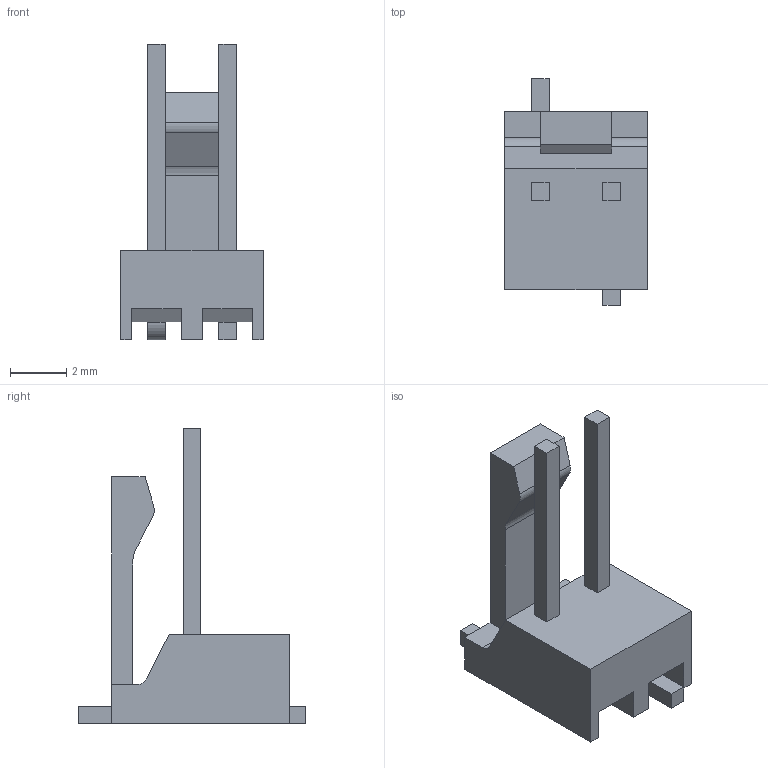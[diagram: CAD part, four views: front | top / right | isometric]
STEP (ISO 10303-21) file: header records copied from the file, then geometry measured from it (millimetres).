
FILE_DESCRIPTION((''),'2;1');
FILE_NAME('C-3-647166-2','2013-12-27T',('workeradm'),('Tyco Electronics Ltd.'),'PRO/ENGINEER BY PARAMETRIC TECHNOLOGY CORPORATION, 2013050','PRO/ENGINEER BY PARAMETRIC TECHNOLOGY CORPORATION, 2013050','');
FILE_SCHEMA(('AUTOMOTIVE_DESIGN { 1 0 10303 214 1 1 1 1 }'));
Length unit declared in the file: millimetre
Products named in the file (1): C-3-647166-2
Bounding box: 5.08 x 8.08 x 10.54 mm (x, y, z)
Volume: 96.4 mm3; surface area: 252 mm2
Topology: 1 solids, 1 shells, 55 faces, 147 edges, 98 vertices
Faces by surface type: plane 50, cylinder 5
Entity records: 1867 total; most frequent: CARTESIAN_POINT 302, ORIENTED_EDGE 294, DIRECTION 267, EDGE_CURVE 147, VECTOR 137, LINE 137, COLOUR_RGB 126, VERTEX_POINT 98
